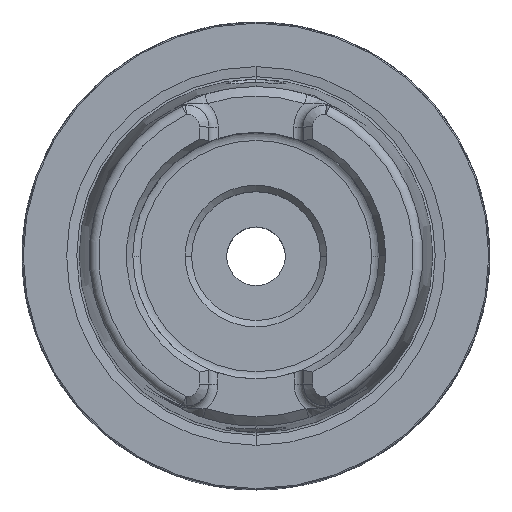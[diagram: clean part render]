
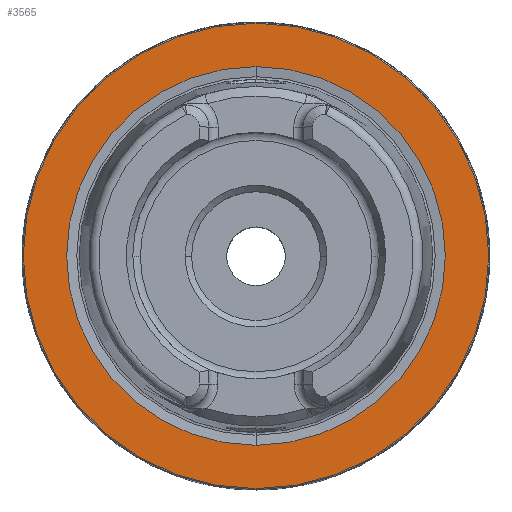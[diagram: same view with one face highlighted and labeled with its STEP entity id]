
A CAD part, top view. The second image highlights one B-rep face of the part: STEP entity #3565.
In plain terms, the highlighted planar face has unit normal (0, 0, 1).
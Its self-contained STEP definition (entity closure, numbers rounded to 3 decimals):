
#727 = FACE_BOUND ( 'NONE', #13435, .T. ) ;
#836 = DIRECTION ( 'NONE',  ( 0., -1., 0. ) ) ;
#1821 = CARTESIAN_POINT ( 'NONE',  ( 0., -19.875, 0. ) ) ;
#2912 = DIRECTION ( 'NONE',  ( 0., 0., -1. ) ) ;
#3404 = FACE_OUTER_BOUND ( 'NONE', #4932, .T. ) ;
#3419 = DIRECTION ( 'NONE',  ( 0., 0., -1. ) ) ;
#3548 = CIRCLE ( 'NONE', #12988, 16.169 ) ;
#3565 = ADVANCED_FACE ( 'NONE', ( #3404, #727 ), #6500, .T. ) ;
#4189 = AXIS2_PLACEMENT_3D ( 'NONE', #4616, #12651, #5756 ) ;
#4434 = DIRECTION ( 'NONE',  ( 0., 0., 1. ) ) ;
#4616 = CARTESIAN_POINT ( 'NONE',  ( 0., 0., 0. ) ) ;
#4722 = ORIENTED_EDGE ( 'NONE', *, *, #7515, .T. ) ;
#4932 = EDGE_LOOP ( 'NONE', ( #13298, #12076 ) ) ;
#5126 = VERTEX_POINT ( 'NONE', #13352 ) ;
#5164 = ORIENTED_EDGE ( 'NONE', *, *, #12589, .T. ) ;
#5618 = CIRCLE ( 'NONE', #13184, 19.875 ) ;
#5756 = DIRECTION ( 'NONE',  ( 0., -1., 0. ) ) ;
#6050 = VERTEX_POINT ( 'NONE', #13471 ) ;
#6167 = AXIS2_PLACEMENT_3D ( 'NONE', #10265, #3419, #11407 ) ;
#6500 = PLANE ( 'NONE',  #7992 ) ;
#7124 = EDGE_CURVE ( 'NONE', #13956, #12598, #10699, .T. ) ;
#7441 = CIRCLE ( 'NONE', #6167, 16.169 ) ;
#7515 = EDGE_CURVE ( 'NONE', #6050, #5126, #7441, .T. ) ;
#7648 = DIRECTION ( 'NONE',  ( 0., 0., 1. ) ) ;
#7992 = AXIS2_PLACEMENT_3D ( 'NONE', #14527, #7648, #836 ) ;
#8608 = CARTESIAN_POINT ( 'NONE',  ( 0., 19.875, 0. ) ) ;
#9793 = CARTESIAN_POINT ( 'NONE',  ( 0., 0., 0. ) ) ;
#10265 = CARTESIAN_POINT ( 'NONE',  ( 0., 0., 0. ) ) ;
#10699 = CIRCLE ( 'NONE', #4189, 19.875 ) ;
#10915 = DIRECTION ( 'NONE',  ( 0., 1., 0. ) ) ;
#11285 = CARTESIAN_POINT ( 'NONE',  ( 0., 0., 0. ) ) ;
#11407 = DIRECTION ( 'NONE',  ( 0., 1., 0. ) ) ;
#12076 = ORIENTED_EDGE ( 'NONE', *, *, #13572, .T. ) ;
#12457 = DIRECTION ( 'NONE',  ( 0., -1., 0. ) ) ;
#12589 = EDGE_CURVE ( 'NONE', #5126, #6050, #3548, .T. ) ;
#12598 = VERTEX_POINT ( 'NONE', #8608 ) ;
#12651 = DIRECTION ( 'NONE',  ( 0., 0., 1. ) ) ;
#12988 = AXIS2_PLACEMENT_3D ( 'NONE', #9793, #2912, #10915 ) ;
#13184 = AXIS2_PLACEMENT_3D ( 'NONE', #11285, #4434, #12457 ) ;
#13298 = ORIENTED_EDGE ( 'NONE', *, *, #7124, .T. ) ;
#13352 = CARTESIAN_POINT ( 'NONE',  ( 0., 16.169, 0. ) ) ;
#13435 = EDGE_LOOP ( 'NONE', ( #4722, #5164 ) ) ;
#13471 = CARTESIAN_POINT ( 'NONE',  ( 0., -16.169, 0. ) ) ;
#13572 = EDGE_CURVE ( 'NONE', #12598, #13956, #5618, .T. ) ;
#13956 = VERTEX_POINT ( 'NONE', #1821 ) ;
#14527 = CARTESIAN_POINT ( 'NONE',  ( 0., 19.975, 0. ) ) ;
